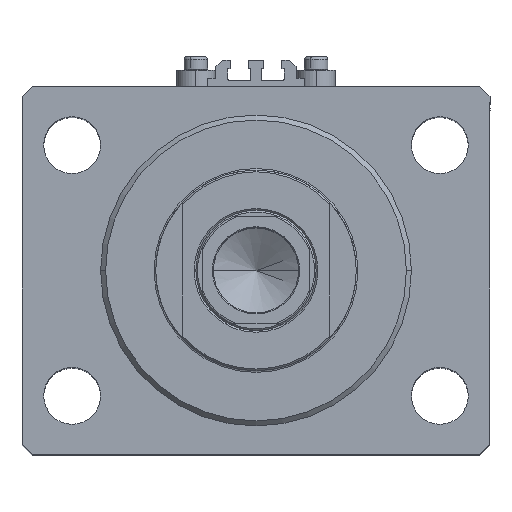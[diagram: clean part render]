
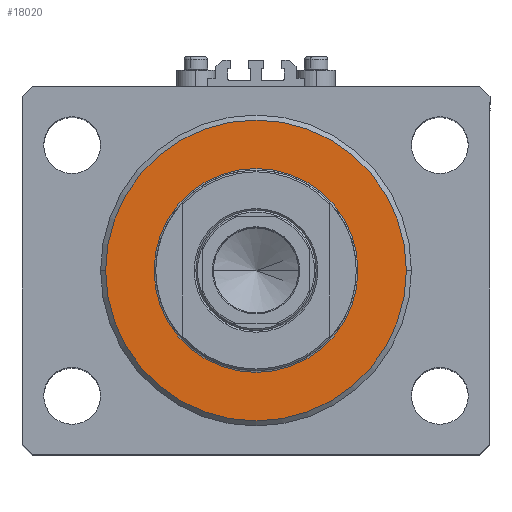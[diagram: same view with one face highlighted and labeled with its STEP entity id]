
A CAD part, top view. The second image highlights one B-rep face of the part: STEP entity #18020.
In plain terms, the highlighted face is planar.
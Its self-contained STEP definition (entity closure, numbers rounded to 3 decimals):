
#3427 = VERTEX_POINT ( 'NONE', #41037 ) ;
#3781 = ORIENTED_EDGE ( 'NONE', *, *, #24148, .T. ) ;
#4431 = CIRCLE ( 'NONE', #24317, 45. ) ;
#5394 = CARTESIAN_POINT ( 'NONE',  ( 0., 0., 0. ) ) ;
#6343 = CARTESIAN_POINT ( 'NONE',  ( 30.5, 0., 0. ) ) ;
#7155 = DIRECTION ( 'NONE',  ( 1., 0., 0. ) ) ;
#9316 = AXIS2_PLACEMENT_3D ( 'NONE', #5394, #45838, #19991 ) ;
#9664 = VERTEX_POINT ( 'NONE', #6343 ) ;
#10773 = ORIENTED_EDGE ( 'NONE', *, *, #12648, .T. ) ;
#12648 = EDGE_CURVE ( 'NONE', #9664, #28568, #32891, .T. ) ;
#13764 = AXIS2_PLACEMENT_3D ( 'NONE', #32748, #22222, #44002 ) ;
#14072 = CARTESIAN_POINT ( 'NONE',  ( 45., 0., 0. ) ) ;
#17925 = DIRECTION ( 'NONE',  ( 0., 0., 1. ) ) ;
#18020 = ADVANCED_FACE ( 'NONE', ( #38173, #41537 ), #31465, .F. ) ;
#19045 = CARTESIAN_POINT ( 'NONE',  ( 0., 0., 0. ) ) ;
#19991 = DIRECTION ( 'NONE',  ( 1., 0., 0. ) ) ;
#21513 = CARTESIAN_POINT ( 'NONE',  ( 0., 0., 0. ) ) ;
#22222 = DIRECTION ( 'NONE',  ( 0., 0., 1. ) ) ;
#22543 = CIRCLE ( 'NONE', #42438, 30.5 ) ;
#23526 = AXIS2_PLACEMENT_3D ( 'NONE', #25288, #33176, #32944 ) ;
#24148 = EDGE_CURVE ( 'NONE', #28568, #9664, #22543, .T. ) ;
#24317 = AXIS2_PLACEMENT_3D ( 'NONE', #19045, #30288, #34353 ) ;
#25288 = CARTESIAN_POINT ( 'NONE',  ( 0., 0., 0. ) ) ;
#28568 = VERTEX_POINT ( 'NONE', #42688 ) ;
#30288 = DIRECTION ( 'NONE',  ( 0., 0., -1. ) ) ;
#31465 = PLANE ( 'NONE',  #9316 ) ;
#32748 = CARTESIAN_POINT ( 'NONE',  ( 0., 0., 0. ) ) ;
#32891 = CIRCLE ( 'NONE', #13764, 30.5 ) ;
#32944 = DIRECTION ( 'NONE',  ( 1., 0., 0. ) ) ;
#33176 = DIRECTION ( 'NONE',  ( 0., 0., -1. ) ) ;
#34353 = DIRECTION ( 'NONE',  ( 1., 0., 0. ) ) ;
#35448 = ORIENTED_EDGE ( 'NONE', *, *, #39818, .T. ) ;
#37880 = ORIENTED_EDGE ( 'NONE', *, *, #43026, .T. ) ;
#38173 = FACE_BOUND ( 'NONE', #39966, .T. ) ;
#38692 = VERTEX_POINT ( 'NONE', #14072 ) ;
#39556 = CIRCLE ( 'NONE', #23526, 45. ) ;
#39818 = EDGE_CURVE ( 'NONE', #3427, #38692, #4431, .T. ) ;
#39966 = EDGE_LOOP ( 'NONE', ( #10773, #3781 ) ) ;
#40455 = EDGE_LOOP ( 'NONE', ( #37880, #35448 ) ) ;
#41037 = CARTESIAN_POINT ( 'NONE',  ( -45., 0., 0. ) ) ;
#41537 = FACE_OUTER_BOUND ( 'NONE', #40455, .T. ) ;
#42438 = AXIS2_PLACEMENT_3D ( 'NONE', #21513, #17925, #7155 ) ;
#42688 = CARTESIAN_POINT ( 'NONE',  ( -30.5, 0., 0. ) ) ;
#43026 = EDGE_CURVE ( 'NONE', #38692, #3427, #39556, .T. ) ;
#44002 = DIRECTION ( 'NONE',  ( 1., 0., 0. ) ) ;
#45838 = DIRECTION ( 'NONE',  ( 0., 0., 1. ) ) ;
